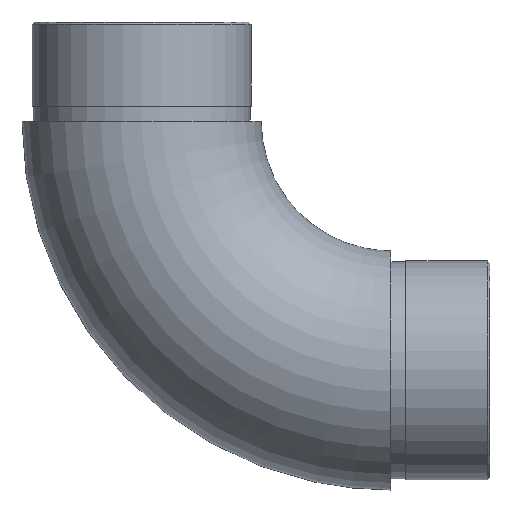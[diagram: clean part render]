
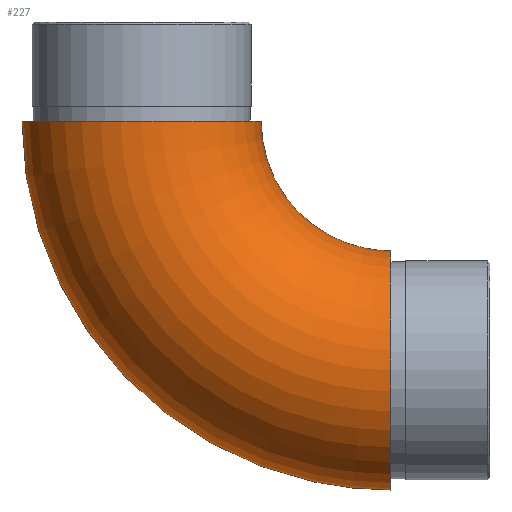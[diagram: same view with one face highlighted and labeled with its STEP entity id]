
A CAD part, left-side view. The second image highlights one B-rep face of the part: STEP entity #227.
In plain terms, the highlighted toroidal (fillet/blend) face has major radius 50.35 mm and minor radius 24.15 mm.
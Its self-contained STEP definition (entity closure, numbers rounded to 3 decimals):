
#227 = ADVANCED_FACE ( 'NONE', ( #2158, #1298 ), #11593, .T. ) ;
#339 = EDGE_CURVE ( 'NONE', #2294, #2294, #7883, .T. ) ;
#1298 = FACE_OUTER_BOUND ( 'NONE', #2884, .T. ) ;
#2158 = FACE_OUTER_BOUND ( 'NONE', #7690, .T. ) ;
#2294 = VERTEX_POINT ( 'NONE', #11269 ) ;
#2295 = CARTESIAN_POINT ( 'NONE',  ( 0., 26.2, 74.5 ) ) ;
#2884 = EDGE_LOOP ( 'NONE', ( #8866 ) ) ;
#3343 = AXIS2_PLACEMENT_3D ( 'NONE', #11756, #8974, #3483 ) ;
#3420 = EDGE_CURVE ( 'NONE', #4588, #4588, #5212, .T. ) ;
#3483 = DIRECTION ( 'NONE',  ( 0., 0., 1. ) ) ;
#4091 = CARTESIAN_POINT ( 'NONE',  ( 0., 50.35, 74.5 ) ) ;
#4588 = VERTEX_POINT ( 'NONE', #2295 ) ;
#5192 = DIRECTION ( 'NONE',  ( 0., 0., 1. ) ) ;
#5212 = CIRCLE ( 'NONE', #6976, 24.15 ) ;
#6385 = AXIS2_PLACEMENT_3D ( 'NONE', #9731, #7962, #5192 ) ;
#6976 = AXIS2_PLACEMENT_3D ( 'NONE', #4091, #11550, #11512 ) ;
#7553 = ORIENTED_EDGE ( 'NONE', *, *, #3420, .F. ) ;
#7690 = EDGE_LOOP ( 'NONE', ( #7553 ) ) ;
#7883 = CIRCLE ( 'NONE', #3343, 24.15 ) ;
#7962 = DIRECTION ( 'NONE',  ( -1., 0., 0. ) ) ;
#8866 = ORIENTED_EDGE ( 'NONE', *, *, #339, .T. ) ;
#8974 = DIRECTION ( 'NONE',  ( 0., 1., 0. ) ) ;
#9731 = CARTESIAN_POINT ( 'NONE',  ( 0., 0., 74.5 ) ) ;
#11269 = CARTESIAN_POINT ( 'NONE',  ( 0., 0., 48.3 ) ) ;
#11512 = DIRECTION ( 'NONE',  ( 0., -1., 0. ) ) ;
#11550 = DIRECTION ( 'NONE',  ( 0., 0., 1. ) ) ;
#11593 = TOROIDAL_SURFACE ( 'NONE', #6385, 50.35, 24.15 ) ;
#11756 = CARTESIAN_POINT ( 'NONE',  ( 0., 0., 24.15 ) ) ;
